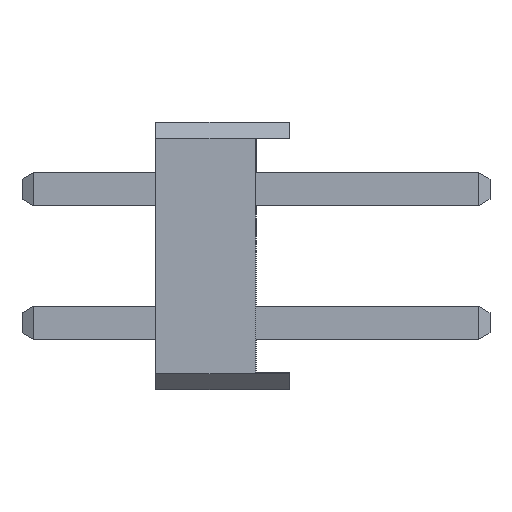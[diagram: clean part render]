
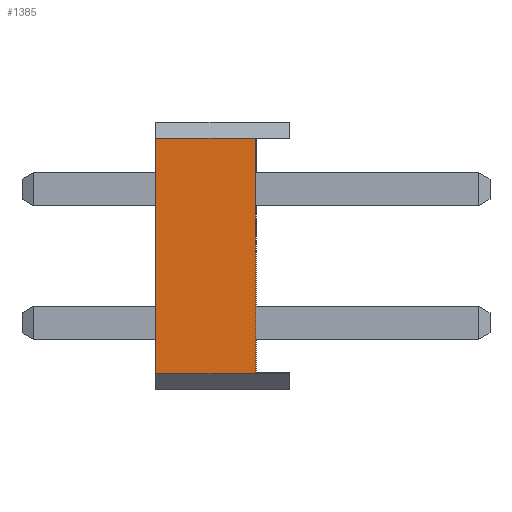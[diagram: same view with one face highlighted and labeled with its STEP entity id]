
A CAD part, left-side view. The second image highlights one B-rep face of the part: STEP entity #1385.
In plain terms, the highlighted planar face has unit normal (-1, 0, 0).
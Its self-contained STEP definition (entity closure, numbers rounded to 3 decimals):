
#52 = EDGE_CURVE ( 'NONE', #1157, #1475, #2403, .T. ) ;
#95 = EDGE_CURVE ( 'NONE', #2292, #1881, #1482, .T. ) ;
#169 = CARTESIAN_POINT ( 'NONE',  ( -3., -0.5, -1.75 ) ) ;
#247 = DIRECTION ( 'NONE',  ( 0., 0., 1. ) ) ;
#288 = CARTESIAN_POINT ( 'NONE',  ( -3., -0.5, 1.75 ) ) ;
#332 = CARTESIAN_POINT ( 'NONE',  ( -3., 2., -1.76 ) ) ;
#356 = VECTOR ( 'NONE', #470, 1000. ) ;
#369 = CARTESIAN_POINT ( 'NONE',  ( -3., 0.5, 1.75 ) ) ;
#371 = CARTESIAN_POINT ( 'NONE',  ( -3., 0., -1.75 ) ) ;
#393 = AXIS2_PLACEMENT_3D ( 'NONE', #1110, #2471, #938 ) ;
#470 = DIRECTION ( 'NONE',  ( 0., 0., 1. ) ) ;
#486 = EDGE_CURVE ( 'NONE', #505, #1157, #2274, .T. ) ;
#505 = VERTEX_POINT ( 'NONE', #332 ) ;
#513 = VERTEX_POINT ( 'NONE', #908 ) ;
#519 = ORIENTED_EDGE ( 'NONE', *, *, #95, .T. ) ;
#617 = CARTESIAN_POINT ( 'NONE',  ( -3., 2., 1.76 ) ) ;
#628 = ORIENTED_EDGE ( 'NONE', *, *, #1447, .T. ) ;
#709 = DIRECTION ( 'NONE',  ( 0., -1., 0. ) ) ;
#782 = ORIENTED_EDGE ( 'NONE', *, *, #2464, .F. ) ;
#790 = DIRECTION ( 'NONE',  ( 0., 1., 0. ) ) ;
#824 = CARTESIAN_POINT ( 'NONE',  ( -3., 0., -2. ) ) ;
#889 = CARTESIAN_POINT ( 'NONE',  ( -3., 0.5, -1.75 ) ) ;
#908 = CARTESIAN_POINT ( 'NONE',  ( -3., 0., 1.75 ) ) ;
#938 = DIRECTION ( 'NONE',  ( 0., 0., -1. ) ) ;
#941 = EDGE_LOOP ( 'NONE', ( #1342, #2420, #782, #988, #2264, #628, #519, #1424 ) ) ;
#954 = CARTESIAN_POINT ( 'NONE',  ( -3., 0., -2. ) ) ;
#960 = VECTOR ( 'NONE', #2353, 1000. ) ;
#988 = ORIENTED_EDGE ( 'NONE', *, *, #486, .T. ) ;
#1006 = CARTESIAN_POINT ( 'NONE',  ( -3., 2., -2. ) ) ;
#1037 = CARTESIAN_POINT ( 'NONE',  ( -3., 0., -1.76 ) ) ;
#1063 = VECTOR ( 'NONE', #247, 1000. ) ;
#1080 = EDGE_CURVE ( 'NONE', #513, #1845, #1897, .T. ) ;
#1095 = LINE ( 'NONE', #288, #2211 ) ;
#1110 = CARTESIAN_POINT ( 'NONE',  ( -3., 2., -2. ) ) ;
#1157 = VERTEX_POINT ( 'NONE', #1037 ) ;
#1235 = VECTOR ( 'NONE', #1716, 1000. ) ;
#1290 = DIRECTION ( 'NONE',  ( 0., -1., 0. ) ) ;
#1320 = CARTESIAN_POINT ( 'NONE',  ( -3., 0.5, -1.75 ) ) ;
#1342 = ORIENTED_EDGE ( 'NONE', *, *, #1080, .T. ) ;
#1385 = ADVANCED_FACE ( 'NONE', ( #2090 ), #1909, .F. ) ;
#1424 = ORIENTED_EDGE ( 'NONE', *, *, #1696, .T. ) ;
#1447 = EDGE_CURVE ( 'NONE', #1475, #2292, #1741, .T. ) ;
#1470 = VECTOR ( 'NONE', #1663, 1000. ) ;
#1472 = CARTESIAN_POINT ( 'NONE',  ( -3., 2., 1.76 ) ) ;
#1475 = VERTEX_POINT ( 'NONE', #371 ) ;
#1482 = LINE ( 'NONE', #889, #1470 ) ;
#1519 = VECTOR ( 'NONE', #1290, 1000. ) ;
#1594 = LINE ( 'NONE', #617, #960 ) ;
#1663 = DIRECTION ( 'NONE',  ( 0., 0., 1. ) ) ;
#1687 = CARTESIAN_POINT ( 'NONE',  ( -3., 0., 1.76 ) ) ;
#1696 = EDGE_CURVE ( 'NONE', #1881, #513, #1095, .T. ) ;
#1697 = VECTOR ( 'NONE', #790, 1000. ) ;
#1716 = DIRECTION ( 'NONE',  ( 0., 0., 1. ) ) ;
#1741 = LINE ( 'NONE', #169, #1697 ) ;
#1845 = VERTEX_POINT ( 'NONE', #1687 ) ;
#1881 = VERTEX_POINT ( 'NONE', #369 ) ;
#1897 = LINE ( 'NONE', #954, #1235 ) ;
#1909 = PLANE ( 'NONE',  #393 ) ;
#2025 = LINE ( 'NONE', #1006, #356 ) ;
#2090 = FACE_OUTER_BOUND ( 'NONE', #941, .T. ) ;
#2118 = VERTEX_POINT ( 'NONE', #1472 ) ;
#2211 = VECTOR ( 'NONE', #709, 1000. ) ;
#2264 = ORIENTED_EDGE ( 'NONE', *, *, #52, .T. ) ;
#2274 = LINE ( 'NONE', #2474, #1519 ) ;
#2292 = VERTEX_POINT ( 'NONE', #1320 ) ;
#2353 = DIRECTION ( 'NONE',  ( 0., -1., 0. ) ) ;
#2403 = LINE ( 'NONE', #824, #1063 ) ;
#2420 = ORIENTED_EDGE ( 'NONE', *, *, #2429, .F. ) ;
#2429 = EDGE_CURVE ( 'NONE', #2118, #1845, #1594, .T. ) ;
#2464 = EDGE_CURVE ( 'NONE', #505, #2118, #2025, .T. ) ;
#2471 = DIRECTION ( 'NONE',  ( 1., 0., 0. ) ) ;
#2474 = CARTESIAN_POINT ( 'NONE',  ( -3., 2., -1.76 ) ) ;
